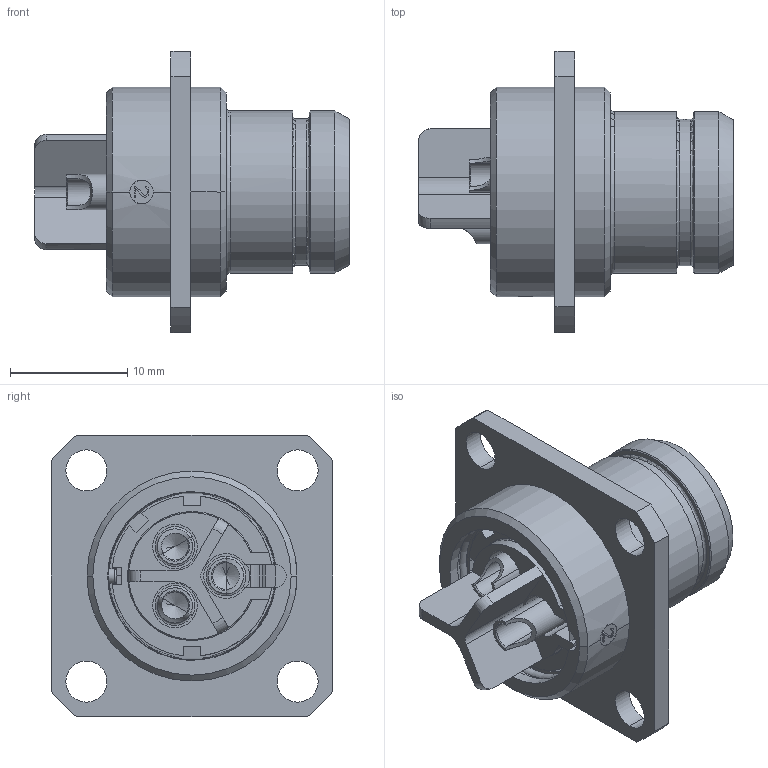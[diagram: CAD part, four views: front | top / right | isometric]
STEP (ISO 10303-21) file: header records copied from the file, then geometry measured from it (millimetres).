
FILE_DESCRIPTION((''),'2;1');
FILE_NAME('1331E103FZ','2024-07-17T13:09:30',('paultorloting'),('NET AG system integration'),'CREO PARAMETRIC BY PTC INC, 2021404','CREO PARAMETRIC BY PTC INC, 2021404','');
FILE_SCHEMA(('AUTOMOTIVE_DESIGN { 1 0 10303 214 1 1 1 1 }'));
Length unit declared in the file: millimetre
Products named in the file (1): 1331E103FZ
Bounding box: 26.8 x 24 x 24 mm (x, y, z)
Volume: 3710.6 mm3; surface area: 4301 mm2
Topology: 4 solids, 5 shells, 388 faces, 1111 edges, 739 vertices
Faces by surface type: plane 210, cylinder 108, cone 42, torus 27, bspline 1
Entity records: 15202 total; most frequent: CARTESIAN_POINT 3102, ORIENTED_EDGE 2194, DIRECTION 2111, EDGE_CURVE 1097, AXIS2_PLACEMENT_3D 766, VERTEX_POINT 738, VECTOR 576, LINE 576
